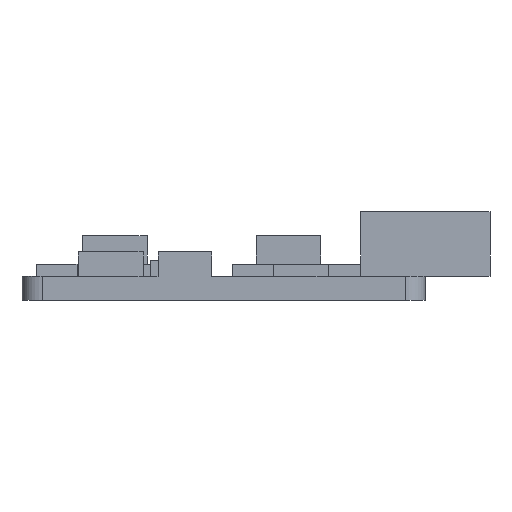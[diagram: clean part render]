
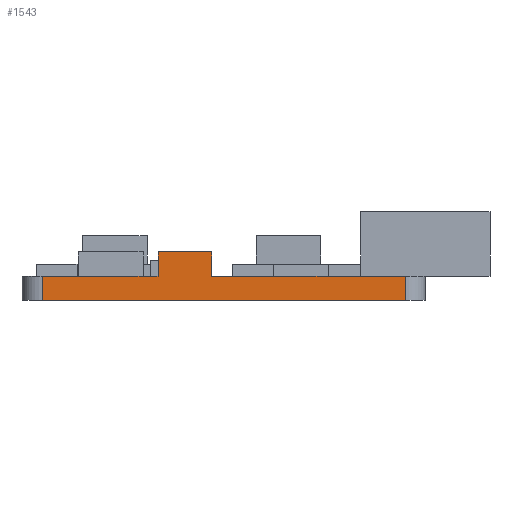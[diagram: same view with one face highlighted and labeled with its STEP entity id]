
A CAD part, front view. The second image highlights one B-rep face of the part: STEP entity #1543.
In plain terms, the highlighted planar face has unit normal (0, -1, 0).
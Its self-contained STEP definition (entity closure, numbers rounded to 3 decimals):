
#149=FACE_OUTER_BOUND('',#230,.T.);
#230=EDGE_LOOP('',(#1290,#1291,#1292,#1293,#1294,#1295,#1296,#1297,#1298,
#1299));
#361=LINE('',#2278,#553);
#363=LINE('',#2284,#555);
#371=LINE('',#2299,#563);
#372=LINE('',#2301,#564);
#429=LINE('',#2441,#621);
#430=LINE('',#2444,#622);
#431=LINE('',#2445,#623);
#432=LINE('',#2446,#624);
#433=LINE('',#2448,#625);
#434=LINE('',#2449,#626);
#553=VECTOR('',#1862,10.);
#555=VECTOR('',#1866,10.);
#563=VECTOR('',#1878,10.);
#564=VECTOR('',#1881,10.);
#621=VECTOR('',#2012,10.);
#622=VECTOR('',#2015,10.);
#623=VECTOR('',#2016,10.);
#624=VECTOR('',#2017,10.);
#625=VECTOR('',#2018,10.);
#626=VECTOR('',#2019,10.);
#701=VERTEX_POINT('',#2250);
#707=VERTEX_POINT('',#2266);
#710=VERTEX_POINT('',#2280);
#712=VERTEX_POINT('',#2283);
#716=VERTEX_POINT('',#2295);
#717=VERTEX_POINT('',#2297);
#762=VERTEX_POINT('',#2437);
#763=VERTEX_POINT('',#2439);
#764=VERTEX_POINT('',#2443);
#765=VERTEX_POINT('',#2447);
#881=EDGE_CURVE('',#701,#707,#361,.T.);
#883=EDGE_CURVE('',#710,#712,#363,.T.);
#891=EDGE_CURVE('',#716,#717,#371,.T.);
#892=EDGE_CURVE('',#712,#717,#372,.T.);
#961=EDGE_CURVE('',#762,#763,#429,.T.);
#962=EDGE_CURVE('',#762,#764,#430,.T.);
#963=EDGE_CURVE('',#716,#763,#431,.T.);
#964=EDGE_CURVE('',#707,#710,#432,.T.);
#965=EDGE_CURVE('',#765,#701,#433,.T.);
#966=EDGE_CURVE('',#764,#765,#434,.T.);
#1290=ORIENTED_EDGE('',*,*,#962,.F.);
#1291=ORIENTED_EDGE('',*,*,#961,.T.);
#1292=ORIENTED_EDGE('',*,*,#963,.F.);
#1293=ORIENTED_EDGE('',*,*,#891,.T.);
#1294=ORIENTED_EDGE('',*,*,#892,.F.);
#1295=ORIENTED_EDGE('',*,*,#883,.F.);
#1296=ORIENTED_EDGE('',*,*,#964,.F.);
#1297=ORIENTED_EDGE('',*,*,#881,.F.);
#1298=ORIENTED_EDGE('',*,*,#965,.F.);
#1299=ORIENTED_EDGE('',*,*,#966,.F.);
#1464=PLANE('',#1650);
#1543=ADVANCED_FACE('',(#149),#1464,.T.);
#1650=AXIS2_PLACEMENT_3D('',#2442,#2013,#2014);
#1862=DIRECTION('',(1.,0.,0.));
#1866=DIRECTION('',(0.,0.,1.));
#1878=DIRECTION('',(0.,0.,1.));
#1881=DIRECTION('',(1.,0.,0.));
#2012=DIRECTION('',(0.,0.,1.));
#2013=DIRECTION('center_axis',(0.,-1.,0.));
#2014=DIRECTION('ref_axis',(1.,0.,0.));
#2015=DIRECTION('',(-1.,0.,0.));
#2016=DIRECTION('',(1.,0.,0.));
#2017=DIRECTION('',(1.,0.,0.));
#2018=DIRECTION('',(1.,0.,0.));
#2019=DIRECTION('',(0.,0.,1.));
#2250=CARTESIAN_POINT('',(-18.,-25.,3.));
#2266=CARTESIAN_POINT('',(-10.,-25.,3.));
#2278=CARTESIAN_POINT('',(0.,-25.,3.));
#2280=CARTESIAN_POINT('',(-8.144,-25.,3.));
#2283=CARTESIAN_POINT('',(-8.144,-25.,6.));
#2284=CARTESIAN_POINT('',(-8.144,-25.,3.));
#2295=CARTESIAN_POINT('',(-1.494,-25.,3.));
#2297=CARTESIAN_POINT('',(-1.494,-25.,6.));
#2299=CARTESIAN_POINT('',(-1.494,-25.,3.));
#2301=CARTESIAN_POINT('',(-1.494,-25.,6.));
#2437=CARTESIAN_POINT('',(22.5,-25.,0.));
#2439=CARTESIAN_POINT('',(22.5,-25.,3.));
#2441=CARTESIAN_POINT('',(22.5,-25.,0.));
#2442=CARTESIAN_POINT('Origin',(-22.5,-25.,0.));
#2443=CARTESIAN_POINT('',(-22.5,-25.,0.));
#2444=CARTESIAN_POINT('',(0.,-25.,0.));
#2445=CARTESIAN_POINT('',(0.,-25.,3.));
#2446=CARTESIAN_POINT('',(0.,-25.,3.));
#2447=CARTESIAN_POINT('',(-22.5,-25.,3.));
#2448=CARTESIAN_POINT('',(0.,-25.,3.));
#2449=CARTESIAN_POINT('',(-22.5,-25.,0.));
